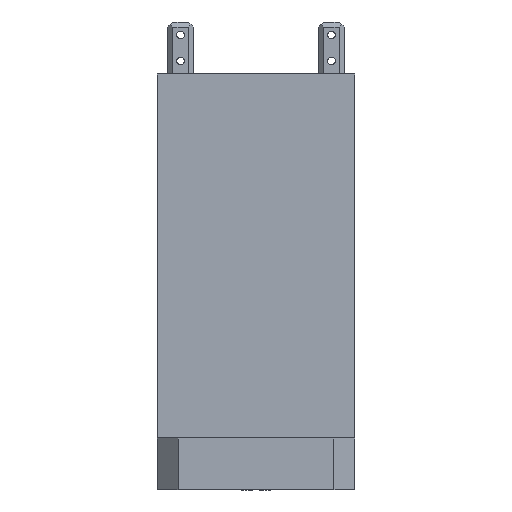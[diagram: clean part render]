
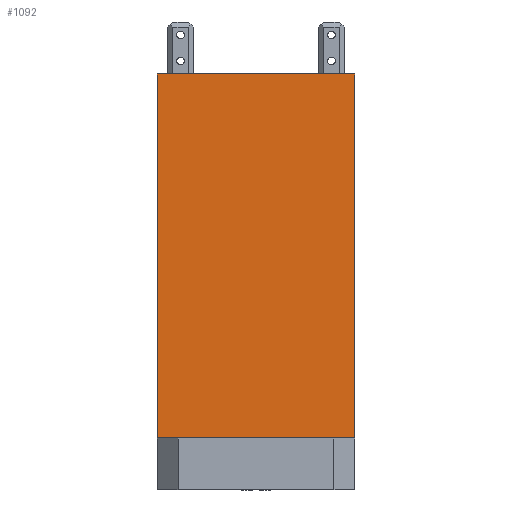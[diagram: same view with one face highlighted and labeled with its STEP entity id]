
A CAD part, front view. The second image highlights one B-rep face of the part: STEP entity #1092.
In plain terms, the highlighted planar face has unit normal (0, -1, 0).
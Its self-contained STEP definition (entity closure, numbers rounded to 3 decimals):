
#1065=AXIS2_PLACEMENT_3D('Plane Axis2P3D',#1062,#1063,#1064) ;
#1036=CARTESIAN_POINT('Line Origine',(0.,-9.5,-70.)) ;
#1040=CARTESIAN_POINT('Vertex',(-19.,-9.5,-70.)) ;
#1042=CARTESIAN_POINT('Vertex',(19.,-9.5,-70.)) ;
#1062=CARTESIAN_POINT('Axis2P3D Location',(-19.,-9.5,0.)) ;
#1067=CARTESIAN_POINT('Line Origine',(-19.,-9.5,-35.)) ;
#1071=CARTESIAN_POINT('Vertex',(-19.,-9.5,0.)) ;
#1074=CARTESIAN_POINT('Line Origine',(19.,-9.5,-35.)) ;
#1078=CARTESIAN_POINT('Vertex',(19.,-9.5,0.)) ;
#1081=CARTESIAN_POINT('Line Origine',(0.,-9.5,0.)) ;
#1037=DIRECTION('Vector Direction',(1.,0.,0.)) ;
#1063=DIRECTION('Axis2P3D Direction',(0.,-1.,0.)) ;
#1064=DIRECTION('Axis2P3D XDirection',(1.,0.,0.)) ;
#1068=DIRECTION('Vector Direction',(0.,0.,-1.)) ;
#1075=DIRECTION('Vector Direction',(0.,0.,1.)) ;
#1082=DIRECTION('Vector Direction',(-1.,0.,0.)) ;
#1038=VECTOR('Line Direction',#1037,1.) ;
#1069=VECTOR('Line Direction',#1068,1.) ;
#1076=VECTOR('Line Direction',#1075,1.) ;
#1083=VECTOR('Line Direction',#1082,1.) ;
#1087=ORIENTED_EDGE('',*,*,#1073,.T.) ;
#1088=ORIENTED_EDGE('',*,*,#1044,.T.) ;
#1089=ORIENTED_EDGE('',*,*,#1080,.T.) ;
#1090=ORIENTED_EDGE('',*,*,#1085,.T.) ;
#1092=ADVANCED_FACE('01_STS01_\X2\89D2578B30C130E530FC30EA30C330D730593063307D3093672C4F53\X0\',(#1091),#1066,.T.) ;
#1044=EDGE_CURVE('',#1041,#1043,#1039,.T.) ;
#1073=EDGE_CURVE('',#1072,#1041,#1070,.T.) ;
#1080=EDGE_CURVE('',#1043,#1079,#1077,.T.) ;
#1085=EDGE_CURVE('',#1079,#1072,#1084,.T.) ;
#1086=EDGE_LOOP('',(#1087,#1088,#1089,#1090)) ;
#1091=FACE_OUTER_BOUND('',#1086,.T.) ;
#1039=LINE('Line',#1036,#1038) ;
#1070=LINE('Line',#1067,#1069) ;
#1077=LINE('Line',#1074,#1076) ;
#1084=LINE('Line',#1081,#1083) ;
#1066=PLANE('Plane',#1065) ;
#1041=VERTEX_POINT('',#1040) ;
#1043=VERTEX_POINT('',#1042) ;
#1072=VERTEX_POINT('',#1071) ;
#1079=VERTEX_POINT('',#1078) ;
